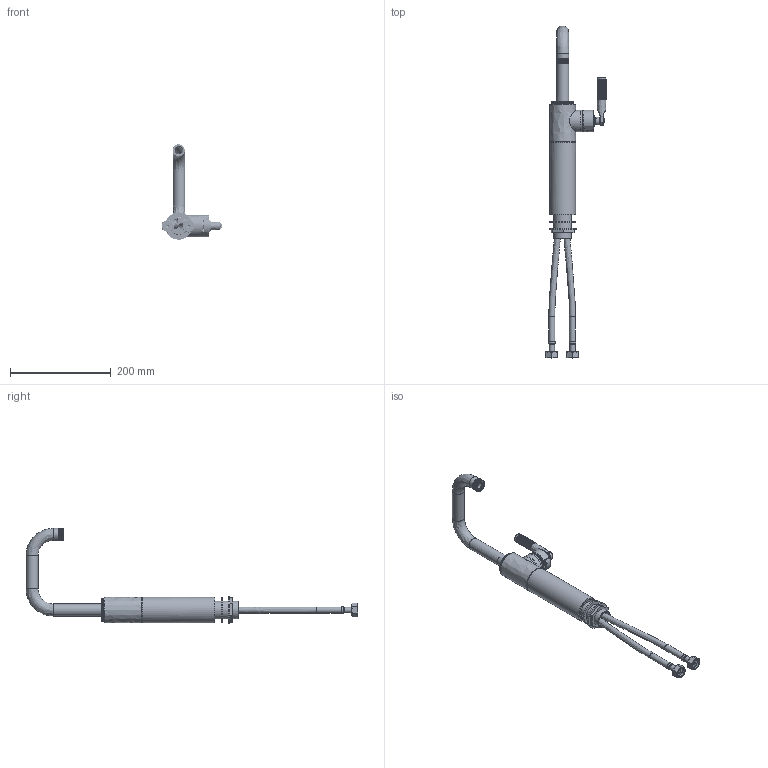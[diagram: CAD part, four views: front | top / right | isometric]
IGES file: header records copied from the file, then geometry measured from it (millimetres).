
Global section: file name: V7KA31SLK-RH; native system: Autodesk Inventor 2020; preprocessor: unknown; author: adaniels; date: 20221129.094411; units: millimetre
Bounding box: 119.01 x 658.18 x 189 mm (x, y, z)
Volume: 491219.1 mm3; surface area: 243819.7 mm2
Topology: 38 solids, 38 shells, 13695 faces, 29515 edges, 15997 vertices
Faces by surface type: bspline 13695
